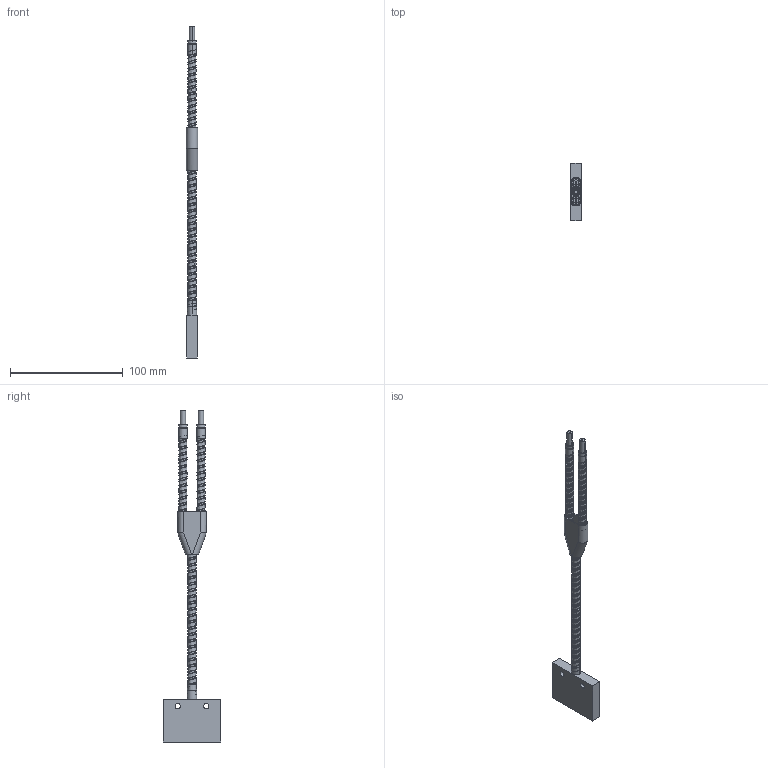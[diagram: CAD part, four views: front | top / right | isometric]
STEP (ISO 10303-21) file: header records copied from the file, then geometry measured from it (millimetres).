
FILE_DESCRIPTION((''),'2;1');
FILE_NAME('161929_ASM','2016-02-09T',('pdmadmin'),(''),'PRO/ENGINEER BY PARAMETRIC TECHNOLOGY CORPORATION, 2013230','PRO/ENGINEER BY PARAMETRIC TECHNOLOGY CORPORATION, 2013230','');
FILE_SCHEMA(('CONFIG_CONTROL_DESIGN'));
Length unit declared in the file: inch
Products named in the file (7): SHRINK_TUBE_3X-30_X_1-5; STW_-30_DIA; COLLAR_-5_X_-32_DIA; STW_-28_DIA; TERMINUS_-29; GFH-2X1-50X-37; 161929_ASM
Assembly tree (8 placements, depth 2):
  161929_ASM
    SHRINK_TUBE_3X-30_X_1-5
    STW_-30_DIA
    COLLAR_-5_X_-32_DIA
    STW_-28_DIA  x2
    TERMINUS_-29  x2
    GFH-2X1-50X-37
Bounding box: 10.16 x 50.8 x 294.46 mm (x, y, z)
Volume: 26747.8 mm3; surface area: 28355.7 mm2
Topology: 8 solids, 8 shells, 318 faces, 700 edges, 406 vertices
Faces by surface type: bspline 218, cylinder 46, plane 44, cone 10
Entity records: 42603 total; most frequent: CARTESIAN_POINT 38165, ORIENTED_EDGE 1020, DIRECTION 600, EDGE_CURVE 510, VERTEX_POINT 296, EDGE_LOOP 246, VECTOR 232, LINE 232
